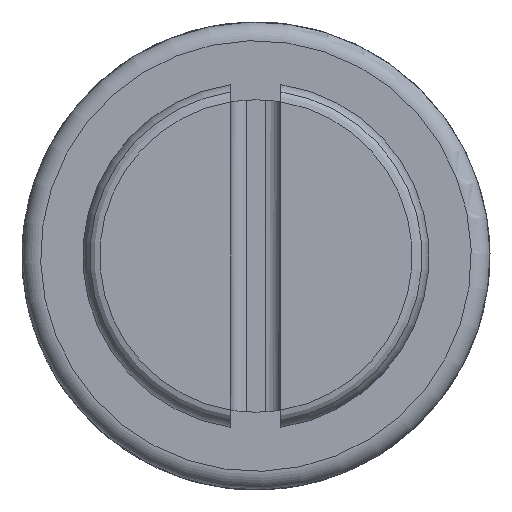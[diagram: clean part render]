
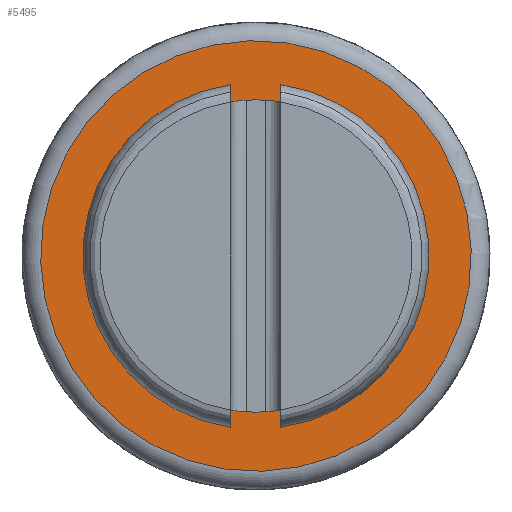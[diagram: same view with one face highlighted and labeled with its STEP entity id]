
A CAD part, left-side view. The second image highlights one B-rep face of the part: STEP entity #5495.
In plain terms, the highlighted planar face has unit normal (-1, 0, 0).
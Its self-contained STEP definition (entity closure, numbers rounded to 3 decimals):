
#14=FACE_BOUND('',#842,.T.);
#256=CIRCLE('',#5918,2.5);
#257=CIRCLE('',#5919,2.5);
#258=CIRCLE('',#5921,3.45);
#259=CIRCLE('',#5922,3.45);
#548=FACE_OUTER_BOUND('',#841,.T.);
#841=EDGE_LOOP('',(#4319,#4320));
#842=EDGE_LOOP('',(#4321,#4322));
#2426=VERTEX_POINT('',#8940);
#2427=VERTEX_POINT('',#8942);
#2428=VERTEX_POINT('',#8946);
#2429=VERTEX_POINT('',#8947);
#3129=EDGE_CURVE('',#2427,#2426,#256,.T.);
#3130=EDGE_CURVE('',#2426,#2427,#257,.T.);
#3131=EDGE_CURVE('',#2428,#2429,#258,.T.);
#3132=EDGE_CURVE('',#2429,#2428,#259,.T.);
#4319=ORIENTED_EDGE('',*,*,#3131,.T.);
#4320=ORIENTED_EDGE('',*,*,#3132,.T.);
#4321=ORIENTED_EDGE('',*,*,#3129,.T.);
#4322=ORIENTED_EDGE('',*,*,#3130,.T.);
#4923=PLANE('',#5927);
#5495=ADVANCED_FACE('',(#548,#14),#4923,.T.);
#5918=AXIS2_PLACEMENT_3D('',#8943,#7239,#7240);
#5919=AXIS2_PLACEMENT_3D('',#8944,#7241,#7242);
#5921=AXIS2_PLACEMENT_3D('',#8948,#7245,#7246);
#5922=AXIS2_PLACEMENT_3D('',#8949,#7247,#7248);
#5927=AXIS2_PLACEMENT_3D('',#8957,#7257,#7258);
#7239=DIRECTION('center_axis',(1.,0.,0.));
#7240=DIRECTION('ref_axis',(0.,-1.,0.));
#7241=DIRECTION('center_axis',(1.,0.,0.));
#7242=DIRECTION('ref_axis',(0.,-1.,0.));
#7245=DIRECTION('center_axis',(-1.,0.,0.));
#7246=DIRECTION('ref_axis',(0.,0.144,-0.99));
#7247=DIRECTION('center_axis',(-1.,0.,0.));
#7248=DIRECTION('ref_axis',(0.,0.144,-0.99));
#7257=DIRECTION('center_axis',(-1.,0.,0.));
#7258=DIRECTION('ref_axis',(0.,0.144,-0.99));
#8940=CARTESIAN_POINT('',(-10.225,0.979,4.751));
#8942=CARTESIAN_POINT('',(-10.225,-4.021,4.751));
#8943=CARTESIAN_POINT('Origin',(-10.225,-1.521,4.751));
#8944=CARTESIAN_POINT('Origin',(-10.225,-1.521,4.751));
#8946=CARTESIAN_POINT('',(-10.225,-4.935,4.255));
#8947=CARTESIAN_POINT('',(-10.225,-2.017,8.165));
#8948=CARTESIAN_POINT('Origin',(-10.225,-1.521,4.751));
#8949=CARTESIAN_POINT('Origin',(-10.225,-1.521,4.751));
#8957=CARTESIAN_POINT('Origin',(-10.225,-1.521,4.751));
